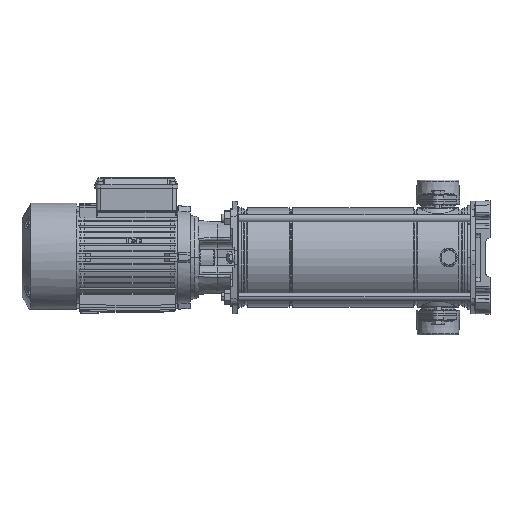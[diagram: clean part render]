
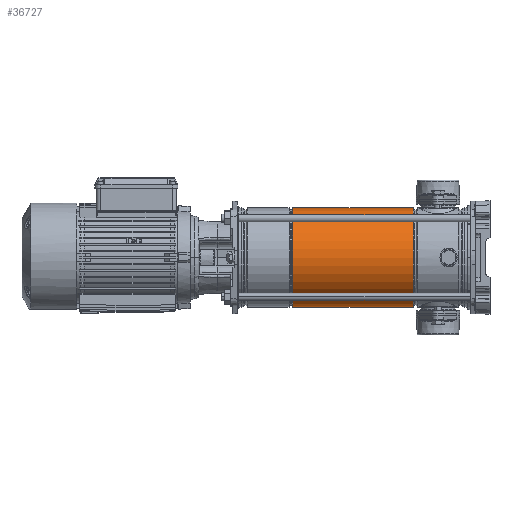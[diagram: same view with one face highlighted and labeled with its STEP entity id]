
A CAD part, left-side view. The second image highlights one B-rep face of the part: STEP entity #36727.
In plain terms, the highlighted cylindrical face has radius 85.9 mm (diameter 171.8 mm), a partial arc.
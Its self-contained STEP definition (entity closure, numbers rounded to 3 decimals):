
#614 = ORIENTED_EDGE ( 'NONE', *, *, #27318, .F. ) ;
#1024 = AXIS2_PLACEMENT_3D ( 'NONE', #3555, #22039, #33697 ) ;
#3437 = CIRCLE ( 'NONE', #1024, 85.9 ) ;
#3555 = CARTESIAN_POINT ( 'NONE',  ( 0., 0., 303.103 ) ) ;
#3711 = DIRECTION ( 'NONE',  ( 0., 0., -1. ) ) ;
#4886 = DIRECTION ( 'NONE',  ( 0., 0., -1. ) ) ;
#7892 = CARTESIAN_POINT ( 'NONE',  ( 85.9, 0., 93.897 ) ) ;
#9620 = CARTESIAN_POINT ( 'NONE',  ( 0., 0., 93.897 ) ) ;
#15783 = DIRECTION ( 'NONE',  ( -1., 0., 0. ) ) ;
#19667 = EDGE_CURVE ( 'NONE', #67257, #42539, #46259, .T. ) ;
#20252 = DIRECTION ( 'NONE',  ( -1., 0., 0. ) ) ;
#20637 = DIRECTION ( 'NONE',  ( 0., 0., -1. ) ) ;
#22039 = DIRECTION ( 'NONE',  ( 0., 0., -1. ) ) ;
#26513 = CARTESIAN_POINT ( 'NONE',  ( -85.9, 0., 0. ) ) ;
#26852 = EDGE_CURVE ( 'NONE', #47678, #67257, #3437, .T. ) ;
#26967 = CARTESIAN_POINT ( 'NONE',  ( 85.9, 0., 303.103 ) ) ;
#27318 = EDGE_CURVE ( 'NONE', #33266, #42539, #57855, .T. ) ;
#30118 = ORIENTED_EDGE ( 'NONE', *, *, #46654, .F. ) ;
#32085 = DIRECTION ( 'NONE',  ( 0., 0., -1. ) ) ;
#33266 = VERTEX_POINT ( 'NONE', #74173 ) ;
#33697 = DIRECTION ( 'NONE',  ( -1., 0., 0. ) ) ;
#34378 = AXIS2_PLACEMENT_3D ( 'NONE', #9620, #32085, #15783 ) ;
#36727 = ADVANCED_FACE ( 'NONE', ( #45399 ), #56242, .T. ) ;
#37094 = VECTOR ( 'NONE', #4886, 1000. ) ;
#37139 = VECTOR ( 'NONE', #3711, 1000. ) ;
#42539 = VERTEX_POINT ( 'NONE', #7892 ) ;
#45030 = AXIS2_PLACEMENT_3D ( 'NONE', #74822, #20637, #20252 ) ;
#45399 = FACE_OUTER_BOUND ( 'NONE', #63877, .T. ) ;
#46259 = LINE ( 'NONE', #57862, #37094 ) ;
#46654 = EDGE_CURVE ( 'NONE', #47678, #33266, #73753, .T. ) ;
#47678 = VERTEX_POINT ( 'NONE', #61737 ) ;
#51344 = ORIENTED_EDGE ( 'NONE', *, *, #19667, .T. ) ;
#56242 = CYLINDRICAL_SURFACE ( 'NONE', #45030, 85.9 ) ;
#57855 = CIRCLE ( 'NONE', #34378, 85.9 ) ;
#57862 = CARTESIAN_POINT ( 'NONE',  ( 85.9, 0., 0. ) ) ;
#61737 = CARTESIAN_POINT ( 'NONE',  ( -85.9, 0., 303.103 ) ) ;
#63877 = EDGE_LOOP ( 'NONE', ( #65897, #51344, #614, #30118 ) ) ;
#65897 = ORIENTED_EDGE ( 'NONE', *, *, #26852, .T. ) ;
#67257 = VERTEX_POINT ( 'NONE', #26967 ) ;
#73753 = LINE ( 'NONE', #26513, #37139 ) ;
#74173 = CARTESIAN_POINT ( 'NONE',  ( -85.9, 0., 93.897 ) ) ;
#74822 = CARTESIAN_POINT ( 'NONE',  ( 0., 0., 0. ) ) ;
